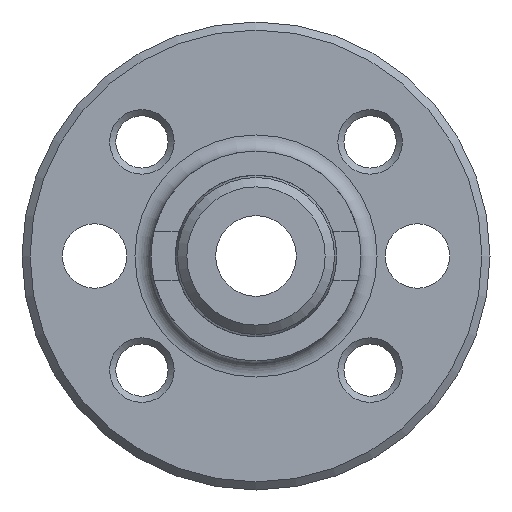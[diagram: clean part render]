
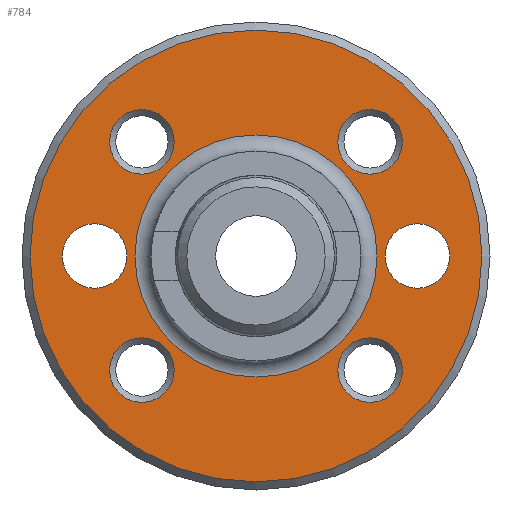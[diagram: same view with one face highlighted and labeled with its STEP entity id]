
A CAD part, front view. The second image highlights one B-rep face of the part: STEP entity #784.
In plain terms, the highlighted planar face has unit normal (0, -1, 0).
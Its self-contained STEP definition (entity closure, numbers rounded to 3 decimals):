
#124=PLANE('',#883);
#205=ORIENTED_EDGE('',*,*,#378,.T.);
#206=ORIENTED_EDGE('',*,*,#340,.F.);
#207=ORIENTED_EDGE('',*,*,#377,.F.);
#208=ORIENTED_EDGE('',*,*,#379,.F.);
#209=ORIENTED_EDGE('',*,*,#380,.F.);
#210=ORIENTED_EDGE('',*,*,#381,.F.);
#211=ORIENTED_EDGE('',*,*,#382,.F.);
#212=ORIENTED_EDGE('',*,*,#338,.F.);
#338=EDGE_CURVE('',#431,#431,#504,.T.);
#340=EDGE_CURVE('',#433,#433,#506,.T.);
#377=EDGE_CURVE('',#466,#466,#525,.T.);
#378=EDGE_CURVE('',#467,#467,#526,.T.);
#379=EDGE_CURVE('',#468,#468,#527,.T.);
#380=EDGE_CURVE('',#469,#469,#528,.T.);
#381=EDGE_CURVE('',#470,#470,#529,.T.);
#382=EDGE_CURVE('',#471,#471,#530,.T.);
#431=VERTEX_POINT('',#1225);
#433=VERTEX_POINT('',#1230);
#466=VERTEX_POINT('',#1313);
#467=VERTEX_POINT('',#1316);
#468=VERTEX_POINT('',#1318);
#469=VERTEX_POINT('',#1320);
#470=VERTEX_POINT('',#1322);
#471=VERTEX_POINT('',#1324);
#504=CIRCLE('',#847,2.);
#506=CIRCLE('',#850,2.);
#525=CIRCLE('',#882,7.5);
#526=CIRCLE('',#884,14.);
#527=CIRCLE('',#885,2.);
#528=CIRCLE('',#886,2.);
#529=CIRCLE('',#887,2.);
#530=CIRCLE('',#888,2.);
#580=EDGE_LOOP('',(#205));
#581=EDGE_LOOP('',(#206));
#582=EDGE_LOOP('',(#207));
#583=EDGE_LOOP('',(#208));
#584=EDGE_LOOP('',(#209));
#585=EDGE_LOOP('',(#210));
#586=EDGE_LOOP('',(#211));
#587=EDGE_LOOP('',(#212));
#682=FACE_BOUND('',#580,.T.);
#683=FACE_BOUND('',#581,.T.);
#684=FACE_BOUND('',#582,.T.);
#685=FACE_BOUND('',#583,.T.);
#686=FACE_BOUND('',#584,.T.);
#687=FACE_BOUND('',#585,.T.);
#688=FACE_BOUND('',#586,.T.);
#689=FACE_BOUND('',#587,.T.);
#784=ADVANCED_FACE('',(#682,#683,#684,#685,#686,#687,#688,#689),#124,.T.);
#847=AXIS2_PLACEMENT_3D('',#1224,#967,#968);
#850=AXIS2_PLACEMENT_3D('',#1229,#973,#974);
#882=AXIS2_PLACEMENT_3D('',#1312,#1055,#1056);
#883=AXIS2_PLACEMENT_3D('',#1314,#1057,#1058);
#884=AXIS2_PLACEMENT_3D('',#1315,#1059,#1060);
#885=AXIS2_PLACEMENT_3D('',#1317,#1061,#1062);
#886=AXIS2_PLACEMENT_3D('',#1319,#1063,#1064);
#887=AXIS2_PLACEMENT_3D('',#1321,#1065,#1066);
#888=AXIS2_PLACEMENT_3D('',#1323,#1067,#1068);
#967=DIRECTION('',(0.,-1.,0.));
#968=DIRECTION('',(0.,0.,-1.));
#973=DIRECTION('',(0.,-1.,0.));
#974=DIRECTION('',(0.,0.,-1.));
#1055=DIRECTION('',(0.,-1.,0.));
#1056=DIRECTION('',(0.,0.,-1.));
#1057=DIRECTION('',(0.,-1.,0.));
#1058=DIRECTION('',(0.,0.,-1.));
#1059=DIRECTION('',(0.,-1.,0.));
#1060=DIRECTION('',(0.,0.,-1.));
#1061=DIRECTION('',(0.,-1.,0.));
#1062=DIRECTION('',(0.,0.,-1.));
#1063=DIRECTION('',(0.,-1.,0.));
#1064=DIRECTION('',(0.,0.,-1.));
#1065=DIRECTION('',(0.,-1.,0.));
#1066=DIRECTION('',(0.,0.,-1.));
#1067=DIRECTION('',(0.,-1.,0.));
#1068=DIRECTION('',(0.,0.,-1.));
#1224=CARTESIAN_POINT('',(-10.,4.,0.));
#1225=CARTESIAN_POINT('',(-10.,4.,-2.));
#1229=CARTESIAN_POINT('',(10.,4.,0.));
#1230=CARTESIAN_POINT('',(10.,4.,-2.));
#1312=CARTESIAN_POINT('',(0.,4.,0.));
#1313=CARTESIAN_POINT('',(0.,4.,-7.5));
#1314=CARTESIAN_POINT('',(7.5,4.,0.));
#1315=CARTESIAN_POINT('',(0.,4.,0.));
#1316=CARTESIAN_POINT('',(0.,4.,-14.));
#1317=CARTESIAN_POINT('',(7.071,4.,7.071));
#1318=CARTESIAN_POINT('',(7.071,4.,5.071));
#1319=CARTESIAN_POINT('',(-7.071,4.,-7.071));
#1320=CARTESIAN_POINT('',(-7.071,4.,-9.071));
#1321=CARTESIAN_POINT('',(-7.071,4.,7.071));
#1322=CARTESIAN_POINT('',(-7.071,4.,5.071));
#1323=CARTESIAN_POINT('',(7.071,4.,-7.071));
#1324=CARTESIAN_POINT('',(7.071,4.,-9.071));
